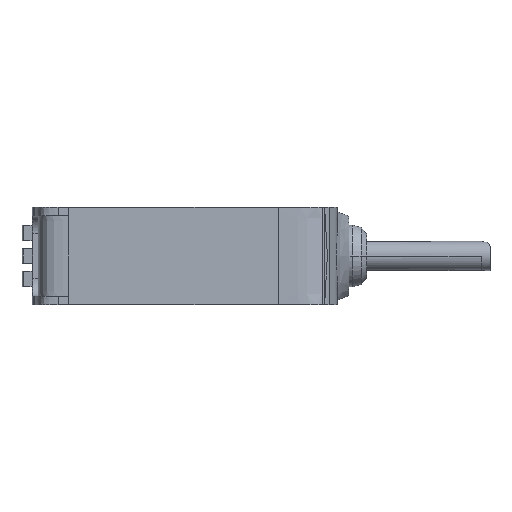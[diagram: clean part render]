
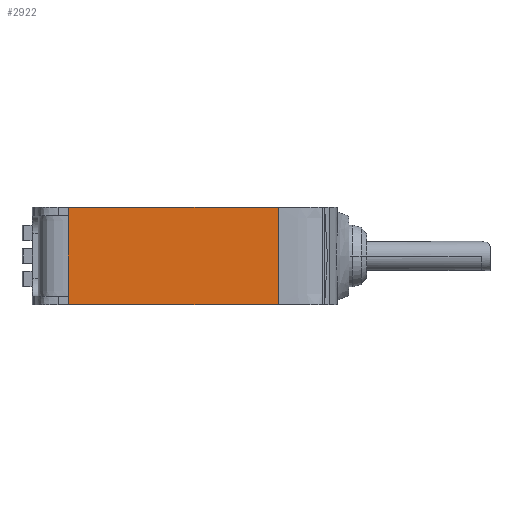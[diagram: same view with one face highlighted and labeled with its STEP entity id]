
A CAD part, left-side view. The second image highlights one B-rep face of the part: STEP entity #2922.
In plain terms, the highlighted planar face has unit normal (-1, -0.026, 0).
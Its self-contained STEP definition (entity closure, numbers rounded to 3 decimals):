
#138=DIRECTION('',(0.026,-1.,0.));
#139=VECTOR('',#138,23.808);
#140=CARTESIAN_POINT('',(-3.811,24.8,5.5));
#141=LINE('',#140,#139);
#149=CARTESIAN_POINT('',(-3.811,24.8,5.5));
#600=CARTESIAN_POINT('',(-3.811,24.8,-5.5));
#605=DIRECTION('',(0.026,-1.,0.));
#606=VECTOR('',#605,23.808);
#607=CARTESIAN_POINT('',(-3.811,24.8,-5.5));
#608=LINE('',#607,#606);
#694=DIRECTION('',(0.,0.,-1.));
#695=VECTOR('',#694,11.);
#696=CARTESIAN_POINT('',(-3.188,1.,5.5));
#697=LINE('',#696,#695);
#724=DIRECTION('',(0.,0.,1.));
#725=VECTOR('',#724,9.1);
#726=CARTESIAN_POINT('',(-3.811,24.8,-4.55));
#727=LINE('',#726,#725);
#731=DIRECTION('',(0.,0.,-1.));
#732=VECTOR('',#731,0.95);
#733=CARTESIAN_POINT('',(-3.811,24.8,5.5));
#734=LINE('',#733,#732);
#738=DIRECTION('',(0.,0.,-1.));
#739=VECTOR('',#738,0.95);
#740=CARTESIAN_POINT('',(-3.811,24.8,-4.55));
#741=LINE('',#740,#739);
#1067=CARTESIAN_POINT('',(-3.811,24.8,-4.55));
#1083=CARTESIAN_POINT('',(-3.811,24.8,4.55));
#2266=VERTEX_POINT('',#149);
#2267=CARTESIAN_POINT('',(-3.188,1.,5.5));
#2268=VERTEX_POINT('',#2267);
#2293=VERTEX_POINT('',#600);
#2294=CARTESIAN_POINT('',(-3.188,1.,-5.5));
#2295=VERTEX_POINT('',#2294);
#2482=VERTEX_POINT('',#1067);
#2483=VERTEX_POINT('',#1083);
#2906=CARTESIAN_POINT('',(-3.811,24.8,5.5));
#2907=DIRECTION('',(-1.,-0.026,0.));
#2908=DIRECTION('',(0.026,-1.,0.));
#2909=AXIS2_PLACEMENT_3D('',#2906,#2907,#2908);
#2910=PLANE('',#2909);
#2912=ORIENTED_EDGE('',*,*,#2911,.T.);
#2914=ORIENTED_EDGE('',*,*,#2913,.F.);
#2915=ORIENTED_EDGE('',*,*,#2548,.T.);
#2916=ORIENTED_EDGE('',*,*,#2876,.T.);
#2917=ORIENTED_EDGE('',*,*,#2692,.F.);
#2919=ORIENTED_EDGE('',*,*,#2918,.F.);
#2920=EDGE_LOOP('',(#2912,#2914,#2915,#2916,#2917,#2919));
#2921=FACE_OUTER_BOUND('',#2920,.F.);
#2922=ADVANCED_FACE('',(#2921),#2910,.T.);
#2548=EDGE_CURVE('',#2266,#2268,#141,.T.);
#2692=EDGE_CURVE('',#2293,#2295,#608,.T.);
#2876=EDGE_CURVE('',#2268,#2295,#697,.T.);
#2911=EDGE_CURVE('',#2482,#2483,#727,.T.);
#2913=EDGE_CURVE('',#2266,#2483,#734,.T.);
#2918=EDGE_CURVE('',#2482,#2293,#741,.T.);
